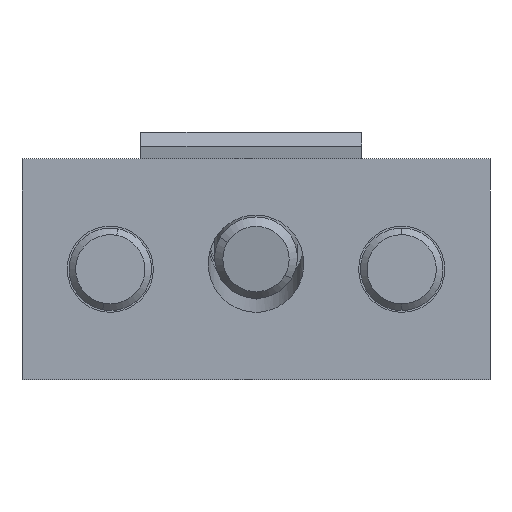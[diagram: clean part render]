
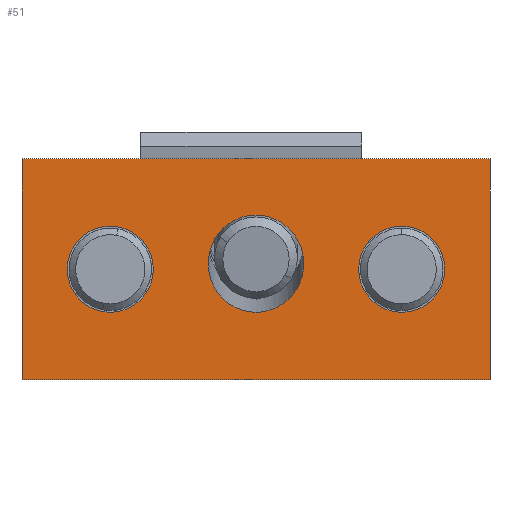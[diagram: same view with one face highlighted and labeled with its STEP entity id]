
A CAD part, front view. The second image highlights one B-rep face of the part: STEP entity #51.
In plain terms, the highlighted planar face has unit normal (0, -1, 0).
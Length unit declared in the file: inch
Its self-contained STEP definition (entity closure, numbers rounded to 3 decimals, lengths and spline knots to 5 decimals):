
#7 = EDGE_CURVE ( 'NONE', #8, #9, #809, .T. ) ;
#8 = VERTEX_POINT ( 'NONE', #810 ) ;
#9 = VERTEX_POINT ( 'NONE', #820 ) ;
#14 = EDGE_LOOP ( 'NONE', ( #2454, #2455 ) ) ;
#22 = EDGE_CURVE ( 'NONE', #46, #45, #680, .T. ) ;
#23 = EDGE_LOOP ( 'NONE', ( #24, #31, #38, #34 ) ) ;
#24 = ORIENTED_EDGE ( 'NONE', *, *, #28, .T. ) ;
#28 = EDGE_CURVE ( 'NONE', #29, #30, #670, .T. ) ;
#29 = VERTEX_POINT ( 'NONE', #700 ) ;
#30 = VERTEX_POINT ( 'NONE', #702 ) ;
#31 = ORIENTED_EDGE ( 'NONE', *, *, #36, .F. ) ;
#33 = VERTEX_POINT ( 'NONE', #661 ) ;
#34 = ORIENTED_EDGE ( 'NONE', *, *, #35, .T. ) ;
#35 = EDGE_CURVE ( 'NONE', #33, #29, #660, .T. ) ;
#36 = EDGE_CURVE ( 'NONE', #37, #30, #656, .T. ) ;
#37 = VERTEX_POINT ( 'NONE', #787 ) ;
#38 = ORIENTED_EDGE ( 'NONE', *, *, #39, .F. ) ;
#39 = EDGE_CURVE ( 'NONE', #33, #37, #786, .T. ) ;
#44 = EDGE_CURVE ( 'NONE', #45, #46, #742, .T. ) ;
#45 = VERTEX_POINT ( 'NONE', #737 ) ;
#46 = VERTEX_POINT ( 'NONE', #736 ) ;
#51 = ADVANCED_FACE ( 'NONE', ( #725, #724, #723, #722 ), #721, .F. ) ;
#55 = ORIENTED_EDGE ( 'NONE', *, *, #22, .F. ) ;
#655 = CARTESIAN_POINT ( 'NONE',  ( 1.06, 0., -1. ) ) ;
#656 = LINE ( 'NONE', #655, #789 ) ;
#657 = DIRECTION ( 'NONE',  ( -1., 0., 0. ) ) ;
#658 = VECTOR ( 'NONE', #657, 39.37008 ) ;
#659 = CARTESIAN_POINT ( 'NONE',  ( 1.06, 0., 0. ) ) ;
#660 = LINE ( 'NONE', #659, #658 ) ;
#661 = CARTESIAN_POINT ( 'NONE',  ( 1.06, 0., 0. ) ) ;
#670 = LINE ( 'NONE', #705, #704 ) ;
#672 = DIRECTION ( 'NONE',  ( 0., 0., 1. ) ) ;
#673 = DIRECTION ( 'NONE',  ( 0., -1., 0. ) ) ;
#674 = CARTESIAN_POINT ( 'NONE',  ( -0.66, 0., -0.5 ) ) ;
#675 = AXIS2_PLACEMENT_3D ( 'NONE', #674, #673, #672 ) ;
#680 = CIRCLE ( 'NONE', #675, 0.195 ) ;
#700 = CARTESIAN_POINT ( 'NONE',  ( -1.06, 0., 0. ) ) ;
#702 = CARTESIAN_POINT ( 'NONE',  ( -1.06, 0., -1. ) ) ;
#703 = DIRECTION ( 'NONE',  ( 0., 0., -1. ) ) ;
#704 = VECTOR ( 'NONE', #703, 39.37008 ) ;
#705 = CARTESIAN_POINT ( 'NONE',  ( -1.06, 0., 0. ) ) ;
#717 = DIRECTION ( 'NONE',  ( 0., 0., 1. ) ) ;
#718 = DIRECTION ( 'NONE',  ( 0., 1., 0. ) ) ;
#719 = CARTESIAN_POINT ( 'NONE',  ( 1.06, 0., 0. ) ) ;
#720 = AXIS2_PLACEMENT_3D ( 'NONE', #719, #718, #717 ) ;
#721 = PLANE ( 'NONE',  #720 ) ;
#722 = FACE_BOUND ( 'NONE', #14, .T. ) ;
#723 = FACE_OUTER_BOUND ( 'NONE', #23, .T. ) ;
#724 = FACE_BOUND ( 'NONE', #2452, .T. ) ;
#725 = FACE_BOUND ( 'NONE', #2448, .T. ) ;
#736 = CARTESIAN_POINT ( 'NONE',  ( -0.66, 0., -0.695 ) ) ;
#737 = CARTESIAN_POINT ( 'NONE',  ( -0.66, 0., -0.305 ) ) ;
#738 = DIRECTION ( 'NONE',  ( 0., 0., 1. ) ) ;
#739 = DIRECTION ( 'NONE',  ( 0., -1., 0. ) ) ;
#740 = CARTESIAN_POINT ( 'NONE',  ( -0.66, 0., -0.5 ) ) ;
#741 = AXIS2_PLACEMENT_3D ( 'NONE', #740, #739, #738 ) ;
#742 = CIRCLE ( 'NONE', #741, 0.195 ) ;
#783 = DIRECTION ( 'NONE',  ( 0., 0., -1. ) ) ;
#784 = VECTOR ( 'NONE', #783, 39.37008 ) ;
#785 = CARTESIAN_POINT ( 'NONE',  ( 1.06, 0., 0. ) ) ;
#786 = LINE ( 'NONE', #785, #784 ) ;
#787 = CARTESIAN_POINT ( 'NONE',  ( 1.06, 0., -1. ) ) ;
#788 = DIRECTION ( 'NONE',  ( -1., 0., 0. ) ) ;
#789 = VECTOR ( 'NONE', #788, 39.37008 ) ;
#801 = CARTESIAN_POINT ( 'NONE',  ( 0.66, 0., -0.5 ) ) ;
#806 = DIRECTION ( 'NONE',  ( 0., 0., 1. ) ) ;
#807 = DIRECTION ( 'NONE',  ( 0., -1., 0. ) ) ;
#808 = AXIS2_PLACEMENT_3D ( 'NONE', #801, #807, #806 ) ;
#809 = CIRCLE ( 'NONE', #808, 0.195 ) ;
#810 = CARTESIAN_POINT ( 'NONE',  ( 0.66, 0., -0.305 ) ) ;
#820 = CARTESIAN_POINT ( 'NONE',  ( 0.66, 0., -0.695 ) ) ;
#1935 = DIRECTION ( 'NONE',  ( 0., 0., 1. ) ) ;
#1936 = DIRECTION ( 'NONE',  ( 0., -1., 0. ) ) ;
#1937 = CARTESIAN_POINT ( 'NONE',  ( 0.66, 0., -0.5 ) ) ;
#1938 = AXIS2_PLACEMENT_3D ( 'NONE', #1937, #1936, #1935 ) ;
#1939 = CIRCLE ( 'NONE', #1938, 0.195 ) ;
#1940 = CARTESIAN_POINT ( 'NONE',  ( 0., 0., -0.69452 ) ) ;
#1941 = CARTESIAN_POINT ( 'NONE',  ( 0.433, 0., -0.69452 ) ) ;
#1942 = CARTESIAN_POINT ( 'NONE',  ( 0.433, 0., -0.25484 ) ) ;
#1943 = CARTESIAN_POINT ( 'NONE',  ( 0., 0., -0.25484 ) ) ;
#1944 =( BOUNDED_CURVE ( )  B_SPLINE_CURVE ( 3, ( #1943, #1942, #1941, #1940 ),
 .UNSPECIFIED., .F., .F. ) 
 B_SPLINE_CURVE_WITH_KNOTS ( ( 4, 4 ),
 ( 0., 3.14159 ),
 .UNSPECIFIED. ) 
 CURVE ( )  GEOMETRIC_REPRESENTATION_ITEM ( )  RATIONAL_B_SPLINE_CURVE ( ( 1., 0.333, 0.333, 1. ) ) 
 REPRESENTATION_ITEM ( '' )  );
#1947 = CARTESIAN_POINT ( 'NONE',  ( 0., 0., -0.25484 ) ) ;
#1948 = CARTESIAN_POINT ( 'NONE',  ( -0.433, 0., -0.25484 ) ) ;
#1949 = CARTESIAN_POINT ( 'NONE',  ( -0.433, 0., -0.69452 ) ) ;
#1950 = CARTESIAN_POINT ( 'NONE',  ( 0., 0., -0.69452 ) ) ;
#1951 =( BOUNDED_CURVE ( )  B_SPLINE_CURVE ( 3, ( #1950, #1949, #1948, #1947 ),
 .UNSPECIFIED., .F., .T. ) 
 B_SPLINE_CURVE_WITH_KNOTS ( ( 4, 4 ),
 ( 3.14159, 6.28319 ),
 .UNSPECIFIED. ) 
 CURVE ( )  GEOMETRIC_REPRESENTATION_ITEM ( )  RATIONAL_B_SPLINE_CURVE ( ( 1., 0.333, 0.333, 1. ) ) 
 REPRESENTATION_ITEM ( '' )  );
#1952 = CARTESIAN_POINT ( 'NONE',  ( 0., 0., -0.25484 ) ) ;
#1953 = CARTESIAN_POINT ( 'NONE',  ( 0., 0., -0.69452 ) ) ;
#2448 = EDGE_LOOP ( 'NONE', ( #2449, #2451 ) ) ;
#2449 = ORIENTED_EDGE ( 'NONE', *, *, #2450, .T. ) ;
#2450 = EDGE_CURVE ( 'NONE', #2470, #2469, #1944, .T. ) ;
#2451 = ORIENTED_EDGE ( 'NONE', *, *, #2468, .T. ) ;
#2452 = EDGE_LOOP ( 'NONE', ( #2453, #55 ) ) ;
#2453 = ORIENTED_EDGE ( 'NONE', *, *, #44, .F. ) ;
#2454 = ORIENTED_EDGE ( 'NONE', *, *, #7, .F. ) ;
#2455 = ORIENTED_EDGE ( 'NONE', *, *, #2456, .F. ) ;
#2456 = EDGE_CURVE ( 'NONE', #9, #8, #1939, .T. ) ;
#2468 = EDGE_CURVE ( 'NONE', #2469, #2470, #1951, .T. ) ;
#2469 = VERTEX_POINT ( 'NONE', #1953 ) ;
#2470 = VERTEX_POINT ( 'NONE', #1952 ) ;
